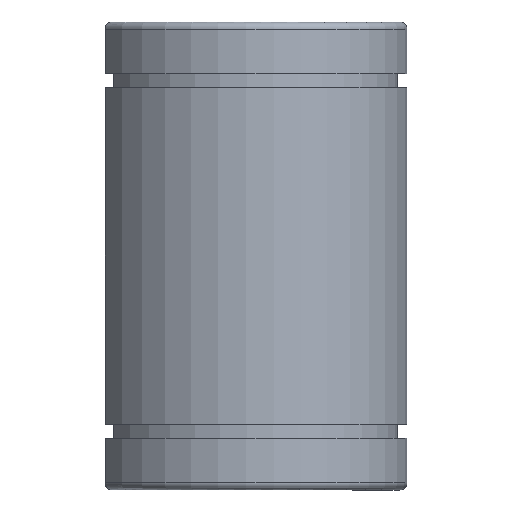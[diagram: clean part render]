
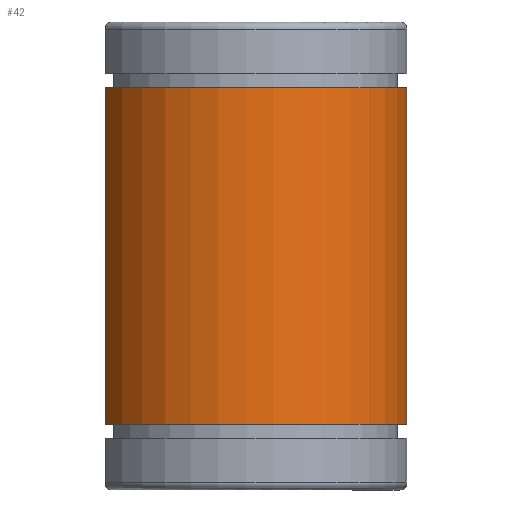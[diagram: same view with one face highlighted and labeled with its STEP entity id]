
A CAD part, left-side view. The second image highlights one B-rep face of the part: STEP entity #42.
In plain terms, the highlighted cylindrical face has radius 19.844 mm (diameter 39.688 mm), a partial arc.
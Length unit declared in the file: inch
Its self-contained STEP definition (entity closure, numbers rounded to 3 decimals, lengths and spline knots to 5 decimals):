
#42 = ADVANCED_FACE ( 'NONE', ( #1328 ), #742, .T. ) ;
#52 = DIRECTION ( 'NONE',  ( 0., 0., 1. ) ) ;
#121 = CARTESIAN_POINT ( 'NONE',  ( 0., -0.78125, -0.80945 ) ) ;
#150 = EDGE_LOOP ( 'NONE', ( #518, #1318, #642, #1203 ) ) ;
#244 = DIRECTION ( 'NONE',  ( 0., 0., 1. ) ) ;
#258 = DIRECTION ( 'NONE',  ( 0., -1., 0. ) ) ;
#270 = EDGE_CURVE ( 'NONE', #469, #943, #1020, .T. ) ;
#291 = CARTESIAN_POINT ( 'NONE',  ( 0., 0., 1.09105 ) ) ;
#350 = CARTESIAN_POINT ( 'NONE',  ( 0., 0., 0.80945 ) ) ;
#353 = DIRECTION ( 'NONE',  ( 0., 0., 1. ) ) ;
#387 = LINE ( 'NONE', #392, #400 ) ;
#392 = CARTESIAN_POINT ( 'NONE',  ( 0., -0.78125, 1.09105 ) ) ;
#400 = VECTOR ( 'NONE', #52, 39.37008 ) ;
#446 = CARTESIAN_POINT ( 'NONE',  ( -0.4011, 0.67042, 0.80945 ) ) ;
#469 = VERTEX_POINT ( 'NONE', #1386 ) ;
#471 = DIRECTION ( 'NONE',  ( 0., -1., 0. ) ) ;
#484 = LINE ( 'NONE', #1268, #1476 ) ;
#518 = ORIENTED_EDGE ( 'NONE', *, *, #270, .T. ) ;
#587 = EDGE_CURVE ( 'NONE', #1218, #665, #975, .T. ) ;
#636 = EDGE_CURVE ( 'NONE', #469, #1218, #484, .T. ) ;
#642 = ORIENTED_EDGE ( 'NONE', *, *, #587, .F. ) ;
#665 = VERTEX_POINT ( 'NONE', #699 ) ;
#699 = CARTESIAN_POINT ( 'NONE',  ( 0., -0.78125, 0.80945 ) ) ;
#700 = AXIS2_PLACEMENT_3D ( 'NONE', #291, #1444, #728 ) ;
#712 = DIRECTION ( 'NONE',  ( 0., 0., 1. ) ) ;
#713 = CARTESIAN_POINT ( 'NONE',  ( 0., 0., -0.80945 ) ) ;
#728 = DIRECTION ( 'NONE',  ( 0., -1., 0. ) ) ;
#742 = CYLINDRICAL_SURFACE ( 'NONE', #700, 0.78125 ) ;
#744 = EDGE_CURVE ( 'NONE', #943, #665, #387, .T. ) ;
#943 = VERTEX_POINT ( 'NONE', #121 ) ;
#975 = CIRCLE ( 'NONE', #1276, 0.78125 ) ;
#1020 = CIRCLE ( 'NONE', #1467, 0.78125 ) ;
#1203 = ORIENTED_EDGE ( 'NONE', *, *, #636, .F. ) ;
#1218 = VERTEX_POINT ( 'NONE', #446 ) ;
#1268 = CARTESIAN_POINT ( 'NONE',  ( -0.4011, 0.67042, 1.09105 ) ) ;
#1276 = AXIS2_PLACEMENT_3D ( 'NONE', #350, #244, #471 ) ;
#1318 = ORIENTED_EDGE ( 'NONE', *, *, #744, .T. ) ;
#1328 = FACE_OUTER_BOUND ( 'NONE', #150, .T. ) ;
#1386 = CARTESIAN_POINT ( 'NONE',  ( -0.4011, 0.67042, -0.80945 ) ) ;
#1444 = DIRECTION ( 'NONE',  ( 0., 0., 1. ) ) ;
#1467 = AXIS2_PLACEMENT_3D ( 'NONE', #713, #353, #258 ) ;
#1476 = VECTOR ( 'NONE', #712, 39.37008 ) ;
